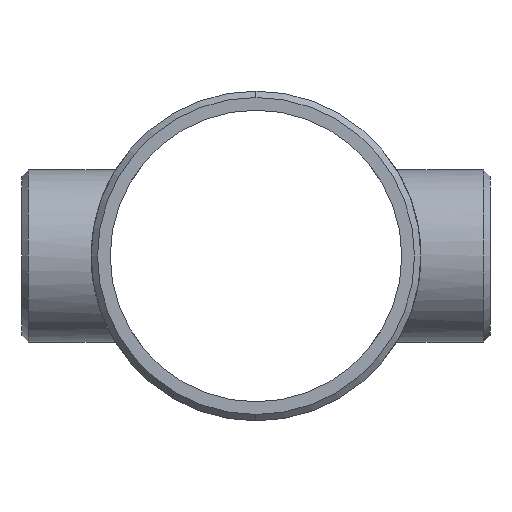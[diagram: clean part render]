
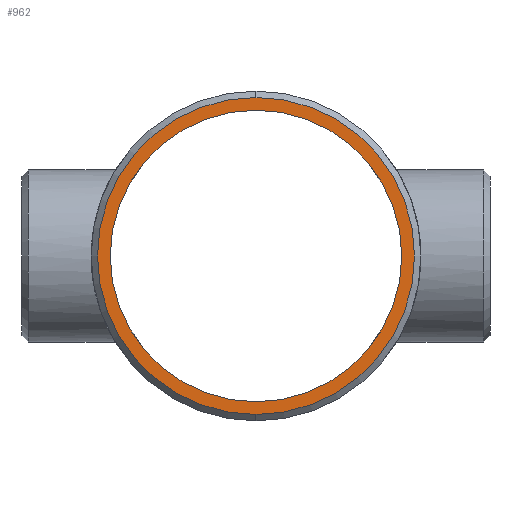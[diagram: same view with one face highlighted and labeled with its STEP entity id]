
A CAD part, left-side view. The second image highlights one B-rep face of the part: STEP entity #962.
In plain terms, the highlighted planar face has unit normal (-1, 0, 0).
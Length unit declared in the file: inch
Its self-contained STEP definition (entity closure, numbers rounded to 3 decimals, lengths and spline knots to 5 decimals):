
#3 = VERTEX_POINT ( 'NONE', #1119 ) ;
#7 = FACE_OUTER_BOUND ( 'NONE', #66, .T. ) ;
#16 = PLANE ( 'NONE',  #177 ) ;
#47 = VERTEX_POINT ( 'NONE', #520 ) ;
#66 = EDGE_LOOP ( 'NONE', ( #573, #550 ) ) ;
#71 = DIRECTION ( 'NONE',  ( -1., 0., 0. ) ) ;
#73 = EDGE_CURVE ( 'NONE', #123, #47, #467, .T. ) ;
#98 = CIRCLE ( 'NONE', #954, 3.8125 ) ;
#101 = DIRECTION ( 'NONE',  ( 0., 0., -1. ) ) ;
#108 = FACE_BOUND ( 'NONE', #807, .T. ) ;
#123 = VERTEX_POINT ( 'NONE', #353 ) ;
#125 = AXIS2_PLACEMENT_3D ( 'NONE', #283, #560, #461 ) ;
#169 = EDGE_CURVE ( 'NONE', #890, #3, #698, .T. ) ;
#177 = AXIS2_PLACEMENT_3D ( 'NONE', #889, #498, #101 ) ;
#183 = DIRECTION ( 'NONE',  ( 0., 0., 1. ) ) ;
#283 = CARTESIAN_POINT ( 'NONE',  ( -7., 0., 0. ) ) ;
#353 = CARTESIAN_POINT ( 'NONE',  ( -7., 0., 4.14583 ) ) ;
#460 = AXIS2_PLACEMENT_3D ( 'NONE', #668, #71, #866 ) ;
#461 = DIRECTION ( 'NONE',  ( 0., 0., 1. ) ) ;
#467 = CIRCLE ( 'NONE', #1194, 4.14583 ) ;
#498 = DIRECTION ( 'NONE',  ( -1., 0., 0. ) ) ;
#505 = DIRECTION ( 'NONE',  ( -1., 0., 0. ) ) ;
#520 = CARTESIAN_POINT ( 'NONE',  ( -7., 0., -4.14583 ) ) ;
#550 = ORIENTED_EDGE ( 'NONE', *, *, #73, .T. ) ;
#560 = DIRECTION ( 'NONE',  ( 1., 0., 0. ) ) ;
#573 = ORIENTED_EDGE ( 'NONE', *, *, #1179, .T. ) ;
#643 = CIRCLE ( 'NONE', #460, 4.14583 ) ;
#668 = CARTESIAN_POINT ( 'NONE',  ( -7., 0., 0. ) ) ;
#679 = CARTESIAN_POINT ( 'NONE',  ( -7., 0., 0. ) ) ;
#692 = CARTESIAN_POINT ( 'NONE',  ( -7., 0., -3.8125 ) ) ;
#698 = CIRCLE ( 'NONE', #125, 3.8125 ) ;
#725 = DIRECTION ( 'NONE',  ( 0., 0., 1. ) ) ;
#807 = EDGE_LOOP ( 'NONE', ( #1003, #1046 ) ) ;
#866 = DIRECTION ( 'NONE',  ( 0., 0., 1. ) ) ;
#889 = CARTESIAN_POINT ( 'NONE',  ( -7., 0., 0. ) ) ;
#890 = VERTEX_POINT ( 'NONE', #692 ) ;
#891 = DIRECTION ( 'NONE',  ( 1., 0., 0. ) ) ;
#954 = AXIS2_PLACEMENT_3D ( 'NONE', #679, #891, #183 ) ;
#962 = ADVANCED_FACE ( 'NONE', ( #7, #108 ), #16, .T. ) ;
#1003 = ORIENTED_EDGE ( 'NONE', *, *, #1250, .T. ) ;
#1046 = ORIENTED_EDGE ( 'NONE', *, *, #169, .T. ) ;
#1119 = CARTESIAN_POINT ( 'NONE',  ( -7., 0., 3.8125 ) ) ;
#1179 = EDGE_CURVE ( 'NONE', #47, #123, #643, .T. ) ;
#1194 = AXIS2_PLACEMENT_3D ( 'NONE', #1219, #505, #725 ) ;
#1219 = CARTESIAN_POINT ( 'NONE',  ( -7., 0., 0. ) ) ;
#1250 = EDGE_CURVE ( 'NONE', #3, #890, #98, .T. ) ;
